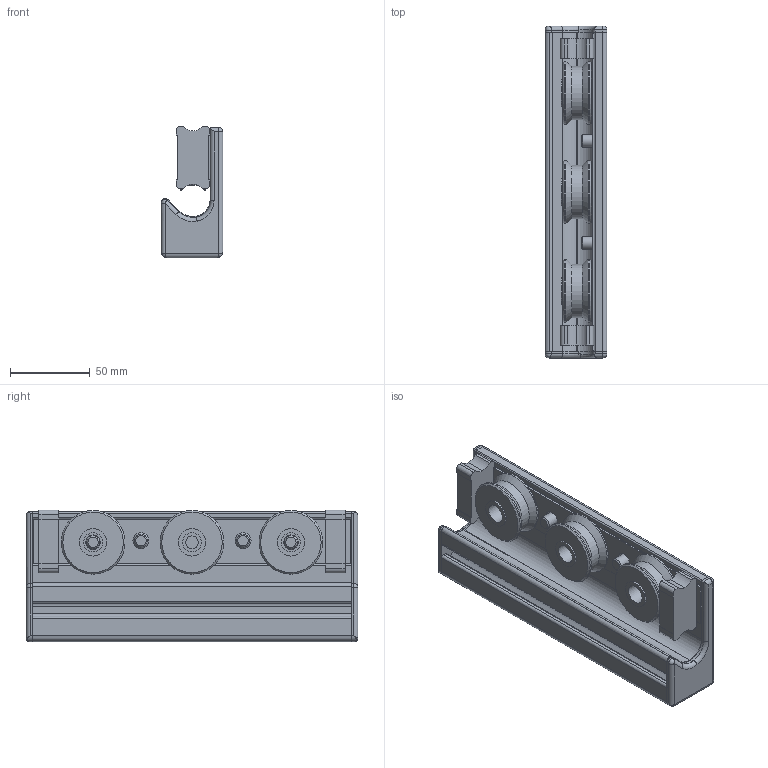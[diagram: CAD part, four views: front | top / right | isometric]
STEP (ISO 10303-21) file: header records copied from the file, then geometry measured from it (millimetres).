
FILE_DESCRIPTION(/* description */ ('KriTec C-Schiene, Lagereinheit 8 D14 3R'),/* implementation_level */ '2;1');
FILE_NAME(/* name */ '14523_KriTec_C-Schiene_Lagereinheit_8_D14_3R.stp',/* time_stamp */ '2021-01-25T09:34:37+01:00',/* author */ ('jendrek'),/* organization */ (''),/* preprocessor_version */ 'ST-DEVELOPER v17',/* originating_system */ 'Autodesk Inventor 2018',/* authorisation */ '');
FILE_SCHEMA (('AUTOMOTIVE_DESIGN { 1 0 10303 214 3 1 1 }'));
Length unit declared in the file: millimetre
Products named in the file (5): 14523; 14523_1; 14523_2; 14523_3; 14523_4
Assembly tree (4 placements, depth 2):
  14523
    14523_1
    14523_2
    14523_3
    14523_4
Bounding box: 38.8 x 208 x 82.45 mm (x, y, z)
Volume: 304256.9 mm3; surface area: 125925.6 mm2
Topology: 8 solids, 8 shells, 347 faces, 869 edges, 556 vertices
Faces by surface type: plane 177, cylinder 126, cone 32, sphere 8, torus 4
Full cylindrical faces by diameter (mm): 3.5 x6, 3.9 x2, 6.5 x2, 6.8 x1, 8 x5, 10 x2, 12 x3, 16 x4, 17.2 x6, 19.2 x2, 21 x1, 22 x1, 33.5 x3, 39.9 x6
Entity records: 11211 total; most frequent: CARTESIAN_POINT 2306, DIRECTION 1824, ORIENTED_EDGE 1724, EDGE_CURVE 862, AXIS2_PLACEMENT_3D 639, VERTEX_POINT 556, LINE 546, VECTOR 546
